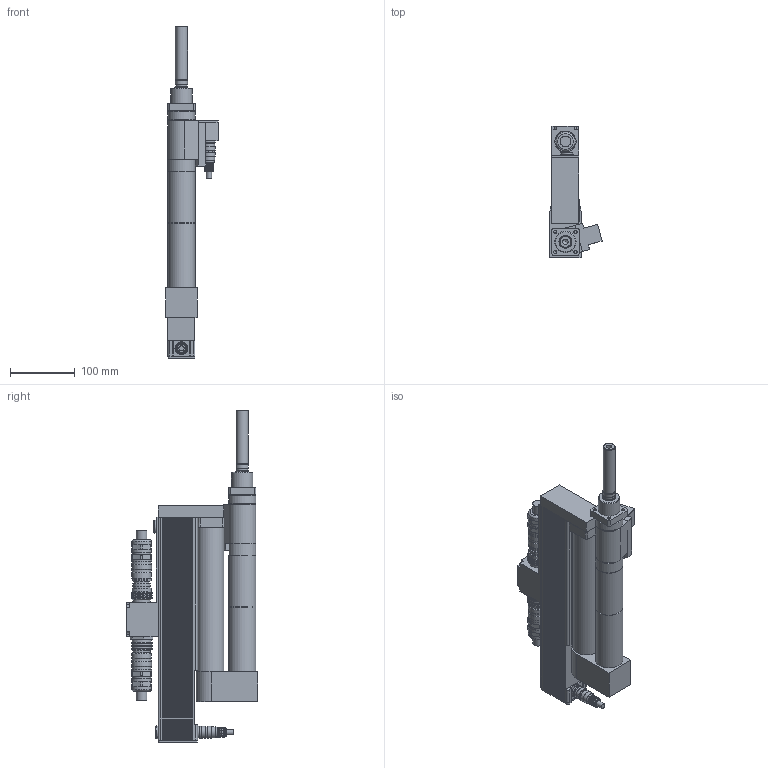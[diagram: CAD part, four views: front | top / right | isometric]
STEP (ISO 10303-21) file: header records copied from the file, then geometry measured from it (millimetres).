
FILE_DESCRIPTION((''),'2;1');
FILE_NAME('947571A2.stp','2011-03-28T07:47:26',('e4c32'),(''),'Autodesk Inventor 11','Autodesk Inventor 11','');
FILE_SCHEMA(('AUTOMOTIVE_DESIGN { 1 0 10303 214 1 1 1 1 }'));
Length unit declared in the file: millimetre
Products named in the file (8): 947571A2_IAM_001; 1ZB_IPT_001; 1KYB_IPT_001; 935796_IPT_001; 1BUTS-XA_IPT_001; 961104-005_IPT_002.ipt_Stecker gerade; 961089-002_IPT_002.ipt_Stecker gerade; 961104-005_IPT_001.ipt_Stecker gerade
Assembly tree (8 placements, depth 2):
  947571A2_IAM_001
    1ZB_IPT_001
    1KYB_IPT_001
    935796_IPT_001
    1BUTS-XA_IPT_001
    961104-005_IPT_002.ipt_Stecker gerade
    961089-002_IPT_002.ipt_Stecker gerade  x2
    961104-005_IPT_001.ipt_Stecker gerade
Bounding box: 80.56 x 202.49 x 512.35 mm (x, y, z)
Volume: 2234263.1 mm3; surface area: 264666.5 mm2
Topology: 8 solids, 8 shells, 1100 faces, 2764 edges, 1743 vertices
Faces by surface type: plane 731, cylinder 221, bspline 98, cone 38, torus 12
Full cylindrical faces by diameter (mm): 8 x2, 13.4 x2, 13.5 x1, 14 x10, 14.2 x2, 16 x7, 16.5 x2, 16.8 x1, 17.587 x4, 18 x7, 18.7 x5, 18.95 x1, 20 x5, 22.5 x1, 24 x1, 25.5 x1, 26.4 x1, 27 x1, 27.047 x1, 28 x2, 28.5 x1, 29.5 x3, 29.8 x4, 30 x6, 30.4 x2, 30.5 x3, 30.609 x1, 30.8 x4, 33 x1, 35 x1
Entity records: 30568 total; most frequent: CARTESIAN_POINT 6596, ORIENTED_EDGE 5124, DIRECTION 4550, EDGE_CURVE 2562, VERTEX_POINT 1688, VECTOR 1650, LINE 1650, AXIS2_PLACEMENT_3D 1450
